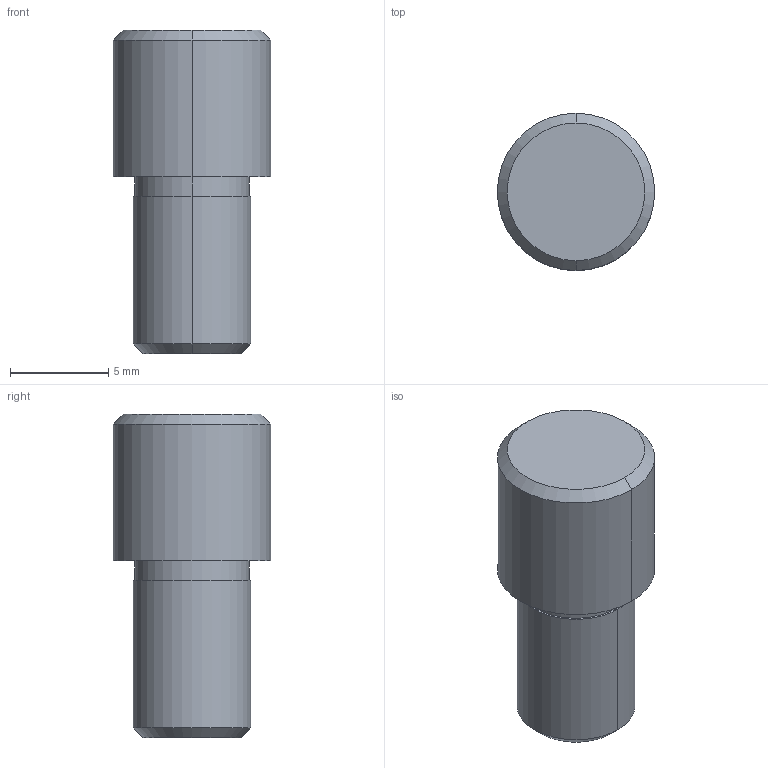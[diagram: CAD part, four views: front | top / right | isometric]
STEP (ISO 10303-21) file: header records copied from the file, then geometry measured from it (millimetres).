
FILE_DESCRIPTION((''),'2;1');
FILE_NAME('PION_VMA','2022-03-10T12:51:17',('cf72119'),(''),'CREO PARAMETRIC BY PTC INC, 2021072','CREO PARAMETRIC BY PTC INC, 2021072','');
FILE_SCHEMA(('AUTOMOTIVE_DESIGN { 1 0 10303 214 1 1 1 1 }'));
Length unit declared in the file: millimetre
Products named in the file (1): PION_VMA
Bounding box: 8 x 8 x 16.45 mm (x, y, z)
Volume: 621.9 mm3; surface area: 447 mm2
Topology: 1 solids, 1 shells, 15 faces, 28 edges, 18 vertices
Faces by surface type: cylinder 6, plane 5, cone 4
Entity records: 497 total; most frequent: CARTESIAN_POINT 103, DIRECTION 72, ORIENTED_EDGE 56, AXIS2_PLACEMENT_3D 31, COLOUR_RGB 30, EDGE_CURVE 28, VERTEX_POINT 18, EDGE_LOOP 18
